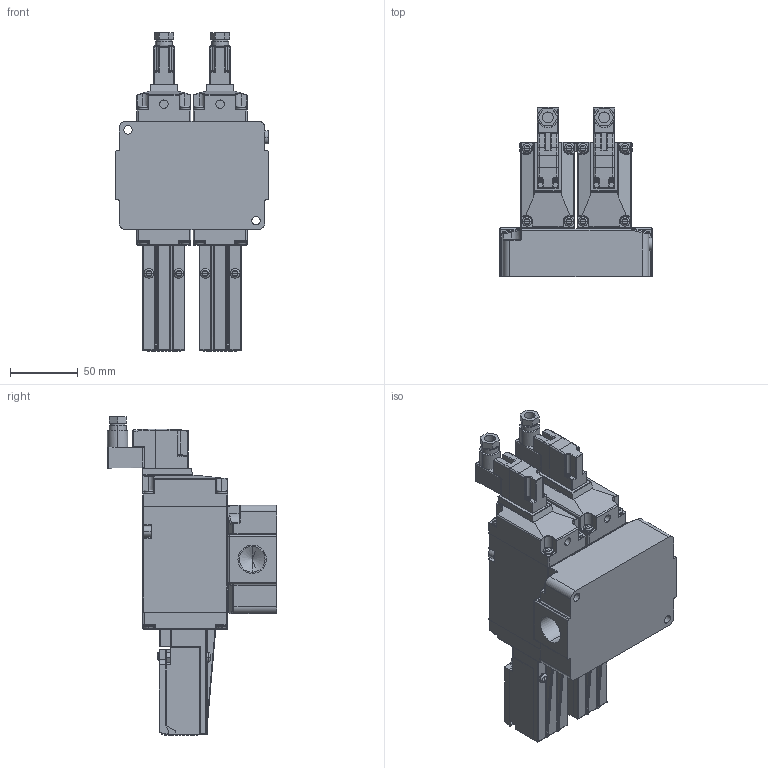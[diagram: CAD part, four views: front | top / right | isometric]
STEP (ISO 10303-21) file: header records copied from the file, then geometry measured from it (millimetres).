
FILE_DESCRIPTION (( 'STEP AP214' ), '1' );
FILE_NAME ('VP744-5DZ1-04F-X538.step.step', '2017-03-13T04:21:31', ( 'Windows User' ), ( '' ), 'SwSTEP 2.0', 'SolidWorks 2017', '' );
FILE_SCHEMA (( 'AUTOMOTIVE_DESIGN' ));
Length unit declared in the file: millimetre
Products named in the file (5): VP744-5DZ1-04F-X538.step_VP_Body_7; VP744-5DZ1-04F-X538.step_VP_Dual_Base_7; VP744-5DZ1-04F-X538.step; VP744-5DZ1-04F-X538.step_VP_Valve_Entry; VP744-5DZ1-04F-X538.step_VP_Switch_Entry_G
Assembly tree (7 placements, depth 2):
  VP744-5DZ1-04F-X538.step
    VP744-5DZ1-04F-X538.step_VP_Dual_Base_7
    VP744-5DZ1-04F-X538.step_VP_Body_7  x2
    VP744-5DZ1-04F-X538.step_VP_Switch_Entry_G  x2
    VP744-5DZ1-04F-X538.step_VP_Valve_Entry  x2
Bounding box: 113.5 x 124.8 x 235.22 mm (x, y, z)
Volume: 1050063.1 mm3; surface area: 159897.7 mm2
Topology: 7 solids, 7 shells, 1822 faces, 4700 edges, 2922 vertices
Faces by surface type: plane 944, cylinder 600, torus 160, sphere 56, bspline 36, cone 26
Entity records: 38640 total; most frequent: CARTESIAN_POINT 7064, DIRECTION 5240, ORIENTED_EDGE 5190, EDGE_CURVE 2595, AXIS2_PLACEMENT_3D 1820, VERTEX_POINT 1634, VECTOR 1600, LINE 1600
